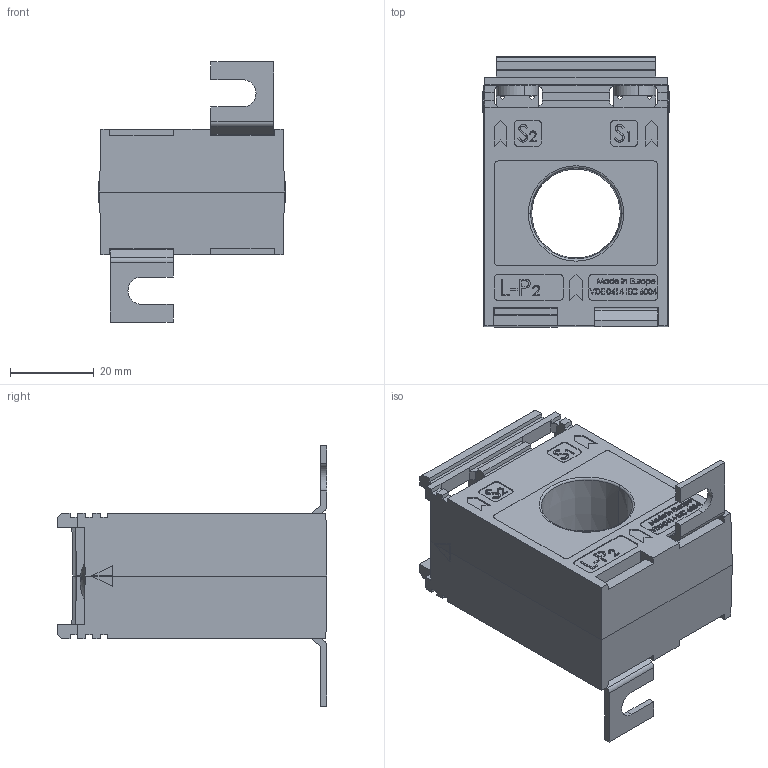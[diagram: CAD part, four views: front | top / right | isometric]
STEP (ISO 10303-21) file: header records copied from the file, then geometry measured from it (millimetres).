
FILE_DESCRIPTION (( 'STEP AP214' ), '1' );
FILE_NAME ('ASR201_3_kpl.STEP', '2012-02-07T08:57:11', ( ' ' ), ( '' ), 'SwSTEP 2.0', 'SolidWorks 2010', '' );
FILE_SCHEMA (( 'AUTOMOTIVE_DESIGN' ));
Length unit declared in the file: millimetre
Products named in the file (6): ASR201_3_kpl; ASR201_3_11; ASR201_3_11_Gehäuseoberteil; MBS_WN-003_04_Klemme_Var01_WN-003_02; Linsenschraube DIN 7985 4.8 VZ M 5 x 10; Fusswinkel_1,5
Assembly tree (8 placements, depth 2):
  ASR201_3_kpl
    ASR201_3_11_Gehäuseoberteil
    Fusswinkel_1,5  x2
    MBS_WN-003_04_Klemme_Var01_WN-003_02  x2
    ASR201_3_11
    Linsenschraube DIN 7985 4.8 VZ M 5 x 10  x2
Bounding box: 44.4 x 64.3 x 62 mm (x, y, z)
Volume: 63850 mm3; surface area: 24903.2 mm2
Topology: 9 solids, 9 shells, 1321 faces, 3468 edges, 2282 vertices
Faces by surface type: plane 907, bspline 312, cylinder 60, cone 22, sphere 12, torus 8
Entity records: 55077 total; most frequent: CARTESIAN_POINT 26029, ORIENTED_EDGE 6552, DIRECTION 4694, EDGE_CURVE 3276, VECTOR 2466, LINE 2466, VERTEX_POINT 2163, EDGE_LOOP 1367
